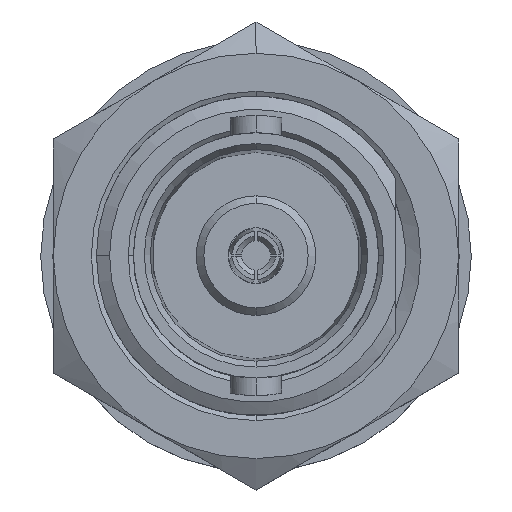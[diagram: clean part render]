
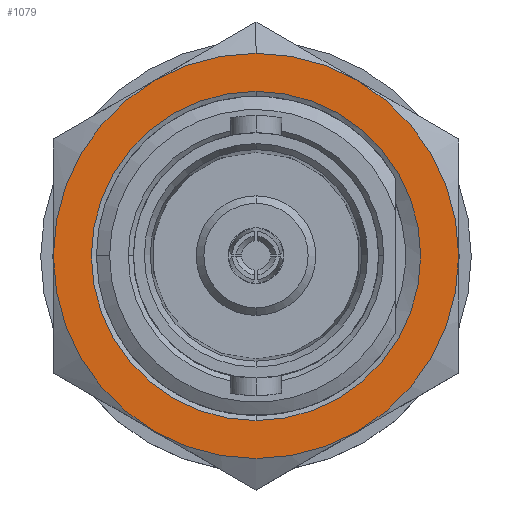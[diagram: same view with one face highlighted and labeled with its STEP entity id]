
A CAD part, top view. The second image highlights one B-rep face of the part: STEP entity #1079.
In plain terms, the highlighted planar face has unit normal (0, 0, 1).
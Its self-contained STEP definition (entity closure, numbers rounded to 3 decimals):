
#887 = EDGE_CURVE ( 'NONE', #2073, #2214, #4872, .T. ) ;
#911 = VERTEX_POINT ( 'NONE', #4974 ) ;
#951 = VERTEX_POINT ( 'NONE', #5131 ) ;
#952 = EDGE_CURVE ( 'NONE', #2071, #911, #5119, .T. ) ;
#992 = ORIENTED_EDGE ( 'NONE', *, *, #2202, .F. ) ;
#999 = VERTEX_POINT ( 'NONE', #5324 ) ;
#1001 = EDGE_CURVE ( 'NONE', #999, #2982, #5293, .T. ) ;
#1016 = EDGE_CURVE ( 'NONE', #1046, #951, #5364, .T. ) ;
#1019 = ORIENTED_EDGE ( 'NONE', *, *, #1040, .T. ) ;
#1023 = ORIENTED_EDGE ( 'NONE', *, *, #1041, .T. ) ;
#1029 = EDGE_LOOP ( 'NONE', ( #1023, #1019, #1103, #1086, #1074, #1085, #1107 ) ) ;
#1033 = VERTEX_POINT ( 'NONE', #5484 ) ;
#1040 = EDGE_CURVE ( 'NONE', #1033, #999, #5531, .T. ) ;
#1041 = EDGE_CURVE ( 'NONE', #951, #1033, #5474, .T. ) ;
#1046 = VERTEX_POINT ( 'NONE', #5509 ) ;
#1061 = EDGE_CURVE ( 'NONE', #911, #1046, #1236, .T. ) ;
#1065 = EDGE_LOOP ( 'NONE', ( #1104, #992 ) ) ;
#1074 = ORIENTED_EDGE ( 'NONE', *, *, #952, .T. ) ;
#1079 = ADVANCED_FACE ( 'NONE', ( #5583, #5574 ), #5577, .F. ) ;
#1085 = ORIENTED_EDGE ( 'NONE', *, *, #1061, .T. ) ;
#1086 = ORIENTED_EDGE ( 'NONE', *, *, #2919, .T. ) ;
#1103 = ORIENTED_EDGE ( 'NONE', *, *, #1001, .T. ) ;
#1104 = ORIENTED_EDGE ( 'NONE', *, *, #887, .F. ) ;
#1107 = ORIENTED_EDGE ( 'NONE', *, *, #1016, .T. ) ;
#1232 = DIRECTION ( 'NONE',  ( 0., -1., 0. ) ) ;
#1233 = DIRECTION ( 'NONE',  ( 0., 0., 1. ) ) ;
#1234 = AXIS2_PLACEMENT_3D ( 'NONE', #1235, #1233, #1232 ) ;
#1235 = CARTESIAN_POINT ( 'NONE',  ( 0., 0., -2.3 ) ) ;
#1236 = CIRCLE ( 'NONE', #1234, 8. ) ;
#2071 = VERTEX_POINT ( 'NONE', #7082 ) ;
#2073 = VERTEX_POINT ( 'NONE', #7106 ) ;
#2202 = EDGE_CURVE ( 'NONE', #2214, #2073, #3327, .T. ) ;
#2214 = VERTEX_POINT ( 'NONE', #7499 ) ;
#2919 = EDGE_CURVE ( 'NONE', #2982, #2071, #9460, .T. ) ;
#2982 = VERTEX_POINT ( 'NONE', #9641 ) ;
#3314 = AXIS2_PLACEMENT_3D ( 'NONE', #3315, #3320, #3319 ) ;
#3315 = CARTESIAN_POINT ( 'NONE',  ( 0., 0., -2.3 ) ) ;
#3319 = DIRECTION ( 'NONE',  ( 0., -1., 0. ) ) ;
#3320 = DIRECTION ( 'NONE',  ( 0., 0., 1. ) ) ;
#3327 = CIRCLE ( 'NONE', #3314, 6.5 ) ;
#4872 = CIRCLE ( 'NONE', #4922, 6.5 ) ;
#4919 = DIRECTION ( 'NONE',  ( 0., -1., 0. ) ) ;
#4920 = DIRECTION ( 'NONE',  ( 0., 0., 1. ) ) ;
#4921 = CARTESIAN_POINT ( 'NONE',  ( 0., 0., -2.3 ) ) ;
#4922 = AXIS2_PLACEMENT_3D ( 'NONE', #4921, #4920, #4919 ) ;
#4974 = CARTESIAN_POINT ( 'NONE',  ( -8., 0., -2.3 ) ) ;
#5111 = DIRECTION ( 'NONE',  ( 0., -1., 0. ) ) ;
#5112 = DIRECTION ( 'NONE',  ( 0., 0., 1. ) ) ;
#5113 = CARTESIAN_POINT ( 'NONE',  ( 0., 0., -2.3 ) ) ;
#5118 = AXIS2_PLACEMENT_3D ( 'NONE', #5113, #5112, #5111 ) ;
#5119 = CIRCLE ( 'NONE', #5118, 8. ) ;
#5131 = CARTESIAN_POINT ( 'NONE',  ( 4., -6.928, -2.3 ) ) ;
#5261 = AXIS2_PLACEMENT_3D ( 'NONE', #5350, #5349, #5348 ) ;
#5293 = CIRCLE ( 'NONE', #5261, 8. ) ;
#5324 = CARTESIAN_POINT ( 'NONE',  ( 4., 6.928, -2.3 ) ) ;
#5348 = DIRECTION ( 'NONE',  ( 0., -1., 0. ) ) ;
#5349 = DIRECTION ( 'NONE',  ( 0., 0., 1. ) ) ;
#5350 = CARTESIAN_POINT ( 'NONE',  ( 0., 0., -2.3 ) ) ;
#5364 = CIRCLE ( 'NONE', #5369, 8. ) ;
#5369 = AXIS2_PLACEMENT_3D ( 'NONE', #5372, #5400, #5399 ) ;
#5372 = CARTESIAN_POINT ( 'NONE',  ( 0., 0., -2.3 ) ) ;
#5399 = DIRECTION ( 'NONE',  ( 0., -1., 0. ) ) ;
#5400 = DIRECTION ( 'NONE',  ( 0., 0., 1. ) ) ;
#5474 = CIRCLE ( 'NONE', #5524, 8. ) ;
#5484 = CARTESIAN_POINT ( 'NONE',  ( 8., 0., -2.3 ) ) ;
#5509 = CARTESIAN_POINT ( 'NONE',  ( -4., -6.928, -2.3 ) ) ;
#5514 = DIRECTION ( 'NONE',  ( 0., -1., 0. ) ) ;
#5515 = DIRECTION ( 'NONE',  ( 0., 0., 1. ) ) ;
#5516 = CARTESIAN_POINT ( 'NONE',  ( 0., 0., -2.3 ) ) ;
#5520 = DIRECTION ( 'NONE',  ( 0., -1., 0. ) ) ;
#5521 = DIRECTION ( 'NONE',  ( 0., 0., 1. ) ) ;
#5522 = CARTESIAN_POINT ( 'NONE',  ( 0., 0., -2.3 ) ) ;
#5523 = AXIS2_PLACEMENT_3D ( 'NONE', #5522, #5521, #5520 ) ;
#5524 = AXIS2_PLACEMENT_3D ( 'NONE', #5516, #5515, #5514 ) ;
#5531 = CIRCLE ( 'NONE', #5523, 8. ) ;
#5573 = AXIS2_PLACEMENT_3D ( 'NONE', #5598, #5597, #5596 ) ;
#5574 = FACE_OUTER_BOUND ( 'NONE', #1029, .T. ) ;
#5577 = PLANE ( 'NONE',  #5573 ) ;
#5583 = FACE_BOUND ( 'NONE', #1065, .T. ) ;
#5596 = DIRECTION ( 'NONE',  ( 0., 1., 0. ) ) ;
#5597 = DIRECTION ( 'NONE',  ( 0., 0., -1. ) ) ;
#5598 = CARTESIAN_POINT ( 'NONE',  ( 0., 8., -2.3 ) ) ;
#7082 = CARTESIAN_POINT ( 'NONE',  ( -4., 6.928, -2.3 ) ) ;
#7106 = CARTESIAN_POINT ( 'NONE',  ( 0., -6.5, -2.3 ) ) ;
#7499 = CARTESIAN_POINT ( 'NONE',  ( 0., 6.5, -2.3 ) ) ;
#9420 = CARTESIAN_POINT ( 'NONE',  ( 0., 0., -2.3 ) ) ;
#9422 = DIRECTION ( 'NONE',  ( 0., -1., 0. ) ) ;
#9452 = DIRECTION ( 'NONE',  ( 0., 0., 1. ) ) ;
#9455 = AXIS2_PLACEMENT_3D ( 'NONE', #9420, #9452, #9422 ) ;
#9460 = CIRCLE ( 'NONE', #9455, 8. ) ;
#9641 = CARTESIAN_POINT ( 'NONE',  ( 0., 8., -2.3 ) ) ;
